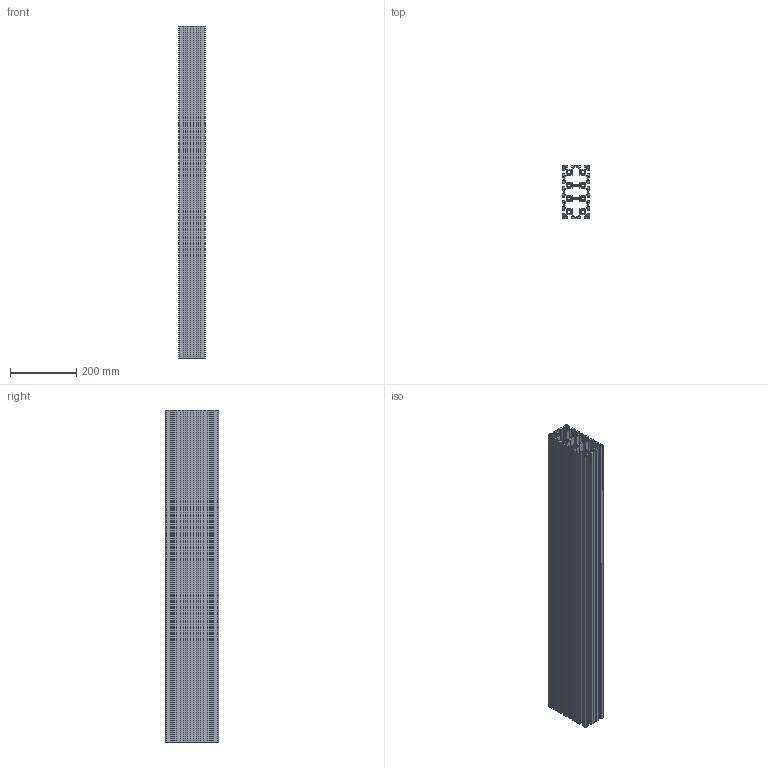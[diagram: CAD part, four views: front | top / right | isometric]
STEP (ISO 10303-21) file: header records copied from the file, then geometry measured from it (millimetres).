
FILE_DESCRIPTION (( 'STEP AP203' ), '1' );
FILE_NAME ('AL-PS-80160.STEP', '2023-08-09T12:28:10', ( '' ), ( '' ), 'SwSTEP 2.0', 'SolidWorks 2021', '' );
FILE_SCHEMA (( 'CONFIG_CONTROL_DESIGN' ));
Length unit declared in the file: millimetre
Products named in the file (1): AL-PS-80160
Bounding box: 80 x 160 x 1000 mm (x, y, z)
Volume: 3277979.3 mm3; surface area: 2124313.6 mm2
Topology: 1 solids, 1 shells, 530 faces, 1584 edges, 1056 vertices
Faces by surface type: plane 478, cylinder 52
Entity records: 17689 total; most frequent: CARTESIAN_POINT 3171, ORIENTED_EDGE 3168, DIRECTION 2750, EDGE_CURVE 1584, LINE 1480, VECTOR 1480, VERTEX_POINT 1056, AXIS2_PLACEMENT_3D 635
